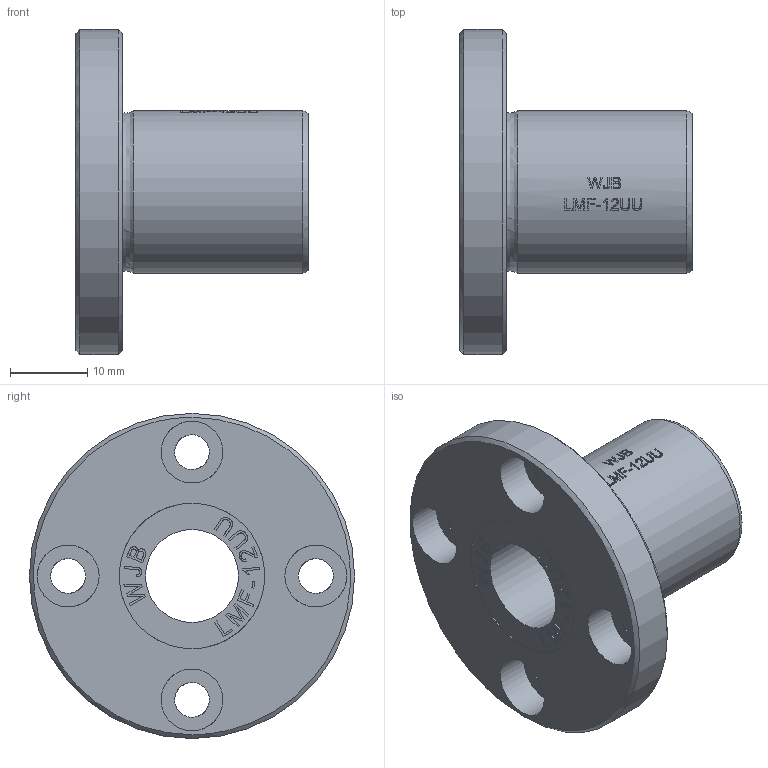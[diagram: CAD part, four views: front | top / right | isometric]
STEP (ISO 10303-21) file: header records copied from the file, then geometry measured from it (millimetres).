
FILE_DESCRIPTION(/* description */ (''),/* implementation_level */ '2;1');
FILE_NAME(/* name */ 'WJB-LMF-12UU.stp',/* time_stamp */ '2018-09-05T23:33:58+08:00',/* author */ (''),/* organization */ (''),/* preprocessor_version */ 'ST-DEVELOPER v11',/* originating_system */ 'SIEMENS UGS NX 6.0',/* authorisation */ '');
FILE_SCHEMA (('CONFIG_CONTROL_DESIGN'));
Length unit declared in the file: millimetre
Products named in the file (1): WJB-LMF-12UU
Bounding box: 30 x 42 x 42 mm (x, y, z)
Volume: 12155.8 mm3; surface area: 6405.2 mm2
Topology: 1 solids, 1 shells, 323 faces, 851 edges, 576 vertices
Faces by surface type: plane 212, extrusion 81, cylinder 26, cone 2, torus 2
Full cylindrical faces by diameter (mm): 4.5 x4, 8 x4, 12 x1, 18.8 x2, 21 x1, 42 x1
Entity records: 12784 total; most frequent: CARTESIAN_POINT 5290, ORIENTED_EDGE 1668, DIRECTION 1143, EDGE_CURVE 834, VERTEX_POINT 576, VECTOR 517, LINE 436, B_SPLINE_CURVE_WITH_KNOTS 409
